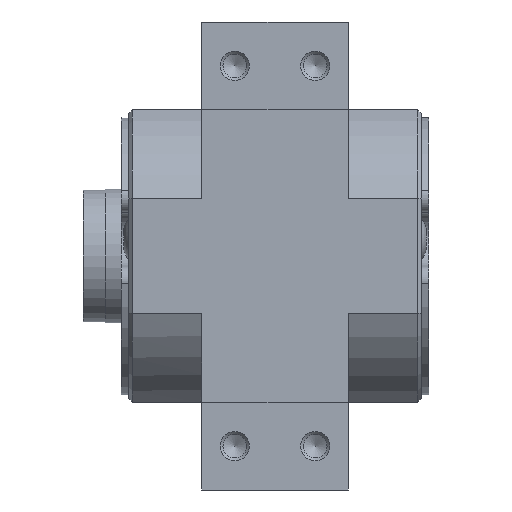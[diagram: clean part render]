
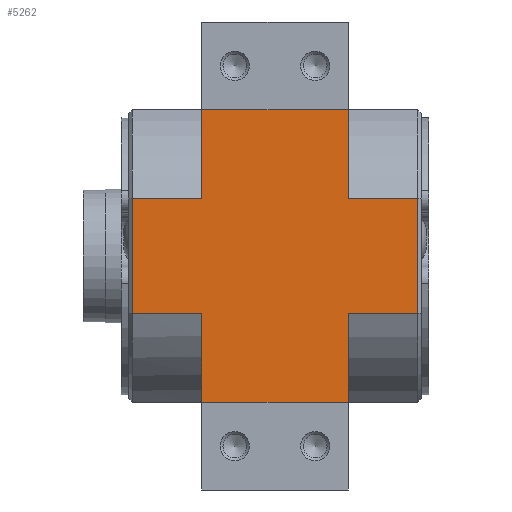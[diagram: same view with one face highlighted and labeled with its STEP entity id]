
A CAD part, left-side view. The second image highlights one B-rep face of the part: STEP entity #5262.
In plain terms, the highlighted planar face has unit normal (-1, 0, 0).
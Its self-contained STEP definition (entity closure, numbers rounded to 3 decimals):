
#244=LINE('',#8528,#558);
#245=LINE('',#8537,#559);
#252=LINE('',#8599,#566);
#256=LINE('',#8646,#570);
#260=LINE('',#8686,#574);
#261=LINE('',#8689,#575);
#262=LINE('',#8690,#576);
#263=LINE('',#8692,#577);
#264=LINE('',#8694,#578);
#265=LINE('',#8696,#579);
#266=LINE('',#8698,#580);
#267=LINE('',#8699,#581);
#558=VECTOR('',#6512,1000.);
#559=VECTOR('',#6517,1000.);
#566=VECTOR('',#6540,1000.);
#570=VECTOR('',#6552,1000.);
#574=VECTOR('',#6564,1000.);
#575=VECTOR('',#6565,1000.);
#576=VECTOR('',#6566,1000.);
#577=VECTOR('',#6567,1000.);
#578=VECTOR('',#6568,1000.);
#579=VECTOR('',#6569,1000.);
#580=VECTOR('',#6570,1000.);
#581=VECTOR('',#6571,1000.);
#866=PLANE('',#5753);
#1478=ORIENTED_EDGE('',*,*,#2944,.T.);
#1479=ORIENTED_EDGE('',*,*,#2945,.T.);
#1480=ORIENTED_EDGE('',*,*,#2921,.F.);
#1481=ORIENTED_EDGE('',*,*,#2946,.T.);
#1482=ORIENTED_EDGE('',*,*,#2947,.T.);
#1483=ORIENTED_EDGE('',*,*,#2948,.F.);
#1484=ORIENTED_EDGE('',*,*,#2949,.T.);
#1485=ORIENTED_EDGE('',*,*,#2950,.T.);
#1486=ORIENTED_EDGE('',*,*,#2933,.T.);
#1487=ORIENTED_EDGE('',*,*,#2906,.T.);
#1488=ORIENTED_EDGE('',*,*,#2903,.T.);
#1489=ORIENTED_EDGE('',*,*,#2951,.T.);
#2903=EDGE_CURVE('',#3626,#3625,#244,.T.);
#2906=EDGE_CURVE('',#3628,#3626,#245,.T.);
#2921=EDGE_CURVE('',#3640,#3641,#252,.T.);
#2933=EDGE_CURVE('',#3648,#3628,#256,.T.);
#2944=EDGE_CURVE('',#3652,#3653,#260,.T.);
#2945=EDGE_CURVE('',#3653,#3641,#261,.F.);
#2946=EDGE_CURVE('',#3640,#3654,#262,.T.);
#2947=EDGE_CURVE('',#3654,#3655,#263,.T.);
#2948=EDGE_CURVE('',#3656,#3655,#264,.T.);
#2949=EDGE_CURVE('',#3656,#3657,#265,.T.);
#2950=EDGE_CURVE('',#3657,#3648,#266,.F.);
#2951=EDGE_CURVE('',#3625,#3652,#267,.T.);
#3625=VERTEX_POINT('',#8527);
#3626=VERTEX_POINT('',#8529);
#3628=VERTEX_POINT('',#8538);
#3640=VERTEX_POINT('',#8598);
#3641=VERTEX_POINT('',#8600);
#3648=VERTEX_POINT('',#8647);
#3652=VERTEX_POINT('',#8687);
#3653=VERTEX_POINT('',#8688);
#3654=VERTEX_POINT('',#8691);
#3655=VERTEX_POINT('',#8693);
#3656=VERTEX_POINT('',#8695);
#3657=VERTEX_POINT('',#8697);
#4181=EDGE_LOOP('',(#1478,#1479,#1480,#1481,#1482,#1483,#1484,#1485,#1486,
#1487,#1488,#1489));
#4676=FACE_BOUND('',#4181,.T.);
#5262=ADVANCED_FACE('',(#4676),#866,.F.);
#5753=AXIS2_PLACEMENT_3D('',#8685,#6562,#6563);
#6512=DIRECTION('',(0.,0.,-1.));
#6517=DIRECTION('',(0.,-1.,0.));
#6540=DIRECTION('',(0.,0.,-1.));
#6552=DIRECTION('',(0.,0.,-1.));
#6562=DIRECTION('',(1.,0.,0.));
#6563=DIRECTION('',(0.,0.,-1.));
#6564=DIRECTION('',(0.,0.,1.));
#6565=DIRECTION('',(0.,1.,0.));
#6566=DIRECTION('',(0.,1.,0.));
#6567=DIRECTION('',(0.,0.,1.));
#6568=DIRECTION('',(0.,-1.,0.));
#6569=DIRECTION('',(0.,0.,-1.));
#6570=DIRECTION('',(0.,-1.,0.));
#6571=DIRECTION('',(0.,-1.,0.));
#8527=CARTESIAN_POINT('',(-20.,10.,-20.));
#8528=CARTESIAN_POINT('',(-20.,10.,20.));
#8529=CARTESIAN_POINT('',(-20.,10.,-7.89));
#8537=CARTESIAN_POINT('',(-20.,10.,-7.89));
#8538=CARTESIAN_POINT('',(-20.,19.5,-7.89));
#8598=CARTESIAN_POINT('',(-20.,-19.5,7.89));
#8599=CARTESIAN_POINT('',(-20.,-19.5,20.));
#8600=CARTESIAN_POINT('',(-20.,-19.5,-7.89));
#8646=CARTESIAN_POINT('',(-20.,19.5,20.));
#8647=CARTESIAN_POINT('',(-20.,19.5,7.89));
#8685=CARTESIAN_POINT('',(-20.,19.5,20.));
#8686=CARTESIAN_POINT('',(-20.,-10.,20.));
#8687=CARTESIAN_POINT('',(-20.,-10.,-20.));
#8688=CARTESIAN_POINT('',(-20.,-10.,-7.89));
#8689=CARTESIAN_POINT('',(-20.,-10.,-7.89));
#8690=CARTESIAN_POINT('',(-20.,-10.,7.89));
#8691=CARTESIAN_POINT('',(-20.,-10.,7.89));
#8692=CARTESIAN_POINT('',(-20.,-10.,20.));
#8693=CARTESIAN_POINT('',(-20.,-10.,20.));
#8694=CARTESIAN_POINT('',(-20.,19.5,20.));
#8695=CARTESIAN_POINT('',(-20.,10.,20.));
#8696=CARTESIAN_POINT('',(-20.,10.,20.));
#8697=CARTESIAN_POINT('',(-20.,10.,7.89));
#8698=CARTESIAN_POINT('',(-20.,10.,7.89));
#8699=CARTESIAN_POINT('',(-20.,19.5,-20.));
